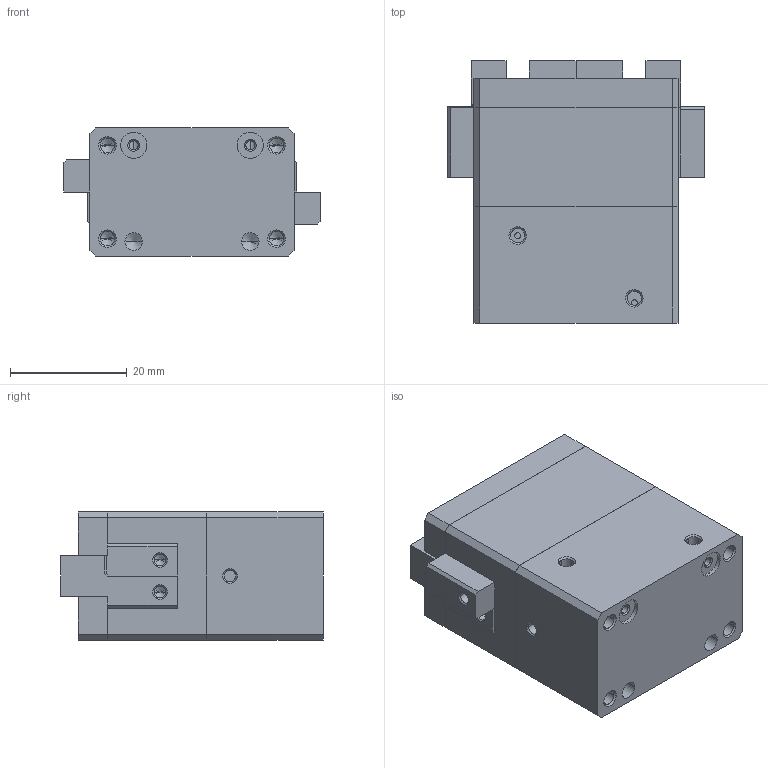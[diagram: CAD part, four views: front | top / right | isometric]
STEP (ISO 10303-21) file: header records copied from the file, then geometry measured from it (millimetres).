
FILE_DESCRIPTION( ( '' ), '1' );
FILE_NAME( 'lge35_lg350cgb_0_2_14a.stp', '2010-10-25T12:34:43', ( '' ), ( '' ), ' ', ' ', ' ' );
FILE_SCHEMA( ( 'automotive_design' ) );
Length unit declared in the file: millimetre
Products named in the file (3): 1; 2; 3
Bounding box: 44 x 45 x 22 mm (x, y, z)
Volume: 32715.5 mm3; surface area: 12707.8 mm2
Topology: 3 solids, 3 shells, 251 faces, 616 edges, 362 vertices
Faces by surface type: plane 111, cone 80, cylinder 60
Entity records: 13880 total; most frequent: CARTESIAN_POINT 1266, DIRECTION 1246, STYLED_ITEM 1196, PRESENTATION_STYLE_ASSIGNMENT 1196, COLOUR_RGB 1196, ORIENTED_EDGE 1160, EDGE_CURVE 580, CURVE_STYLE 580
